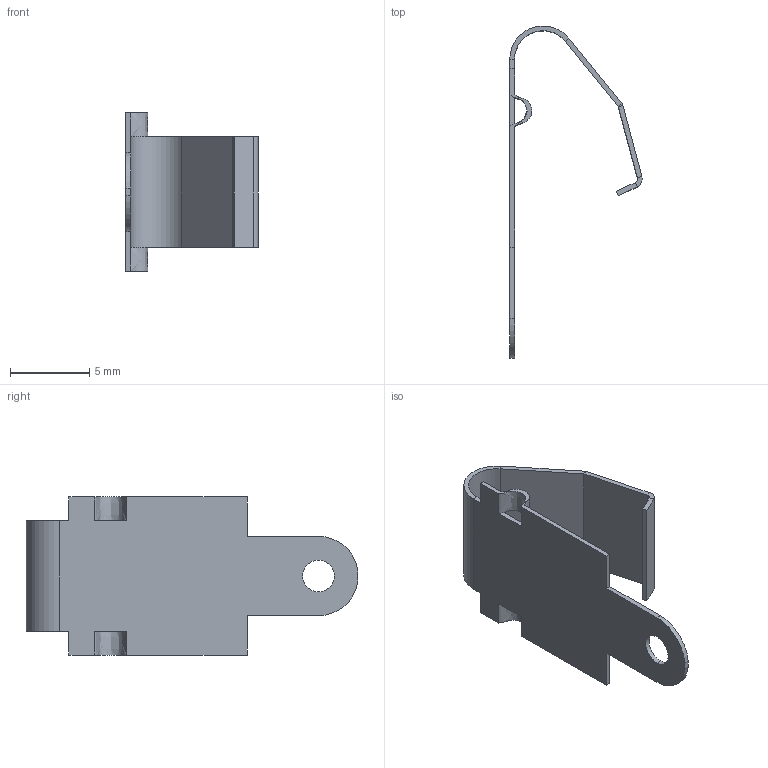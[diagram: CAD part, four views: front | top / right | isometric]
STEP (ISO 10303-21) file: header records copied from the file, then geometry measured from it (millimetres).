
FILE_DESCRIPTION (( 'STEP AP214' ), '1' );
FILE_NAME ('5209.STEP', '2024-06-04T14:50:08', ( '' ), ( '' ), 'SwSTEP 2.0', 'SolidWorks 2023', '' );
FILE_SCHEMA (( 'AUTOMOTIVE_DESIGN' ));
Length unit declared in the file: inch
Products named in the file (1): 5209
Bounding box: 8.38 x 21 x 10.01 mm (x, y, z)
Volume: 80.4 mm3; surface area: 566.1 mm2
Topology: 1 solids, 1 shells, 49 faces, 125 edges, 74 vertices
Faces by surface type: plane 36, cylinder 9, bspline 4
Entity records: 2448 total; most frequent: CARTESIAN_POINT 636, ORIENTED_EDGE 250, DIRECTION 217, EDGE_CURVE 125, LINE 89, VECTOR 89, VERTEX_POINT 74, AXIS2_PLACEMENT_3D 64
